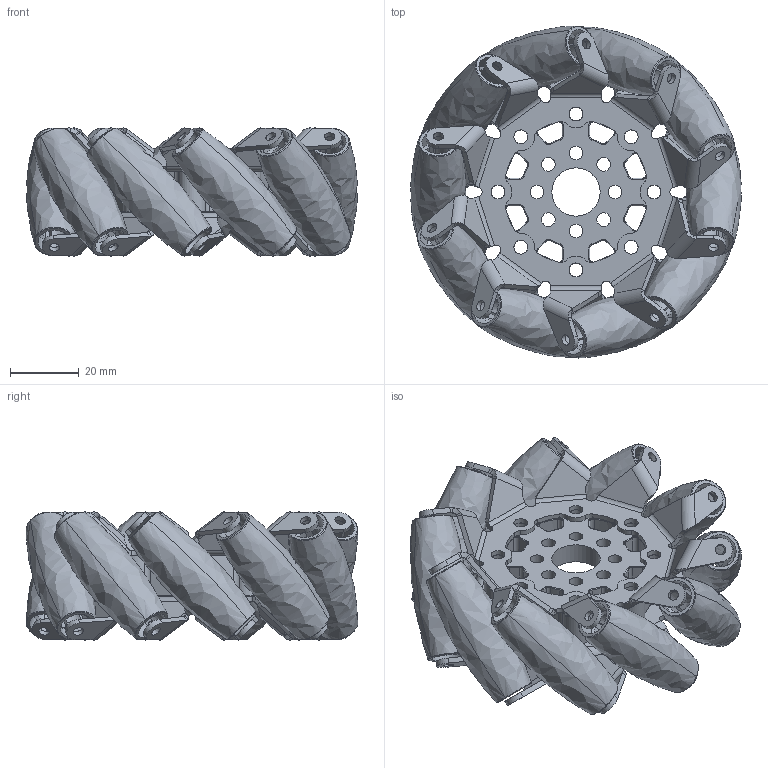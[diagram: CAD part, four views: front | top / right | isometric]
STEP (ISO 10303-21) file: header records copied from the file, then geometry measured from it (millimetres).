
FILE_DESCRIPTION(/* description */ ('STEP AP242','CAx-IF Rec.Pracs.---Representation and Presentation of Product Manufacturing Information (PMI)---4.0---2014-10-13','CAx-IF Rec.Pracs.---3D Tessellated Geometry---0.4---2014-09-14','2;1'),/* implementation_level */ '2;1');
FILE_NAME(/* name */ '653e8a821f4b907baf2a6784',/* time_stamp */ '2023-10-29T16:38:28Z',/* author */ (''),/* organization */ (''),/* preprocessor_version */ 'ST-DEVELOPER v19.4',/* originating_system */ ' ',/* authorisation */ ' ');
FILE_SCHEMA (('AP242_MANAGED_MODEL_BASED_3D_ENGINEERING_MIM_LF { 1 0 10303 442 1 1 4 }'));
Length unit declared in the file: metre
Products named in the file (14): Mecm-2-GoBilda; 3606-0000-0096 right slant side plate; 3606-XXXX-0096 core; 3606-XXXX-0096 roller assembly (7) <1>; 3606-XXXX-0096 roller cover; 3606-XXXX-0096 roller assembly <1>; 3606-XXXX-0096 roller assembly (9) <1>; 3606-XXXX-0096 roller assembly (3) <1>; 3606-XXXX-0096 roller assembly (5) <1>; 3606-XXXX-0096 roller assembly (2) <1>; 3606-XXXX-0096 roller assembly (1) <1>; 3606-XXXX-0096 roller assembly (4) <1>; 3606-XXXX-0096 roller assembly (8) <1>; 3606-XXXX-0096 roller assembly (6) <1>
Assembly tree (23 placements, depth 3):
  Mecm-2-GoBilda
    3606-0000-0096 right slant side plate  x2
    3606-XXXX-0096 core
    3606-XXXX-0096 roller assembly (7) <1>
      3606-XXXX-0096 roller cover
    3606-XXXX-0096 roller assembly <1>
      3606-XXXX-0096 roller cover
    3606-XXXX-0096 roller assembly (9) <1>
      3606-XXXX-0096 roller cover
    3606-XXXX-0096 roller assembly (3) <1>
      3606-XXXX-0096 roller cover
    3606-XXXX-0096 roller assembly (5) <1>
      3606-XXXX-0096 roller cover
    3606-XXXX-0096 roller assembly (2) <1>
      3606-XXXX-0096 roller cover
    3606-XXXX-0096 roller assembly (1) <1>
      3606-XXXX-0096 roller cover
    3606-XXXX-0096 roller assembly (4) <1>
      3606-XXXX-0096 roller cover
    3606-XXXX-0096 roller assembly (8) <1>
      3606-XXXX-0096 roller cover
    3606-XXXX-0096 roller assembly (6) <1>
      3606-XXXX-0096 roller cover
Bounding box: 95.86 x 96.29 x 37.17 mm (x, y, z)
Volume: 60996.1 mm3; surface area: 58315.3 mm2
Topology: 13 solids, 13 shells, 1520 faces, 3949 edges, 2416 vertices
Faces by surface type: cylinder 553, plane 363, bspline 328, torus 180, cone 80, sphere 16
Full cylindrical faces by diameter (mm): 3.05 x20, 4 x16, 4.05 x16, 9.5 x20, 14 x1
Entity records: 35369 total; most frequent: CARTESIAN_POINT 13651, ORIENTED_EDGE 4558, DIRECTION 4436, EDGE_CURVE 2279, AXIS2_PLACEMENT_3D 1843, VERTEX_POINT 1387, EDGE_LOOP 1052, FACE_BOUND 1052
